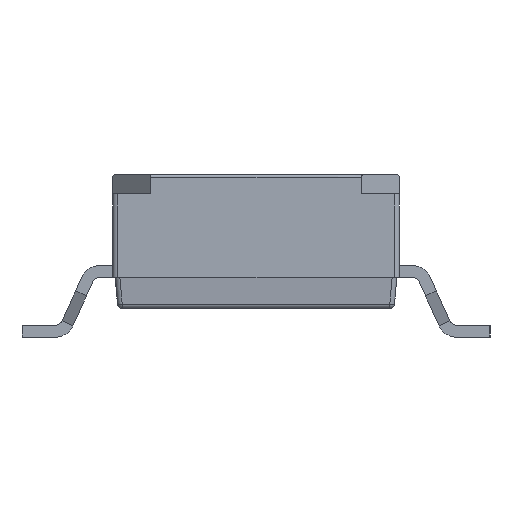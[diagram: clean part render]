
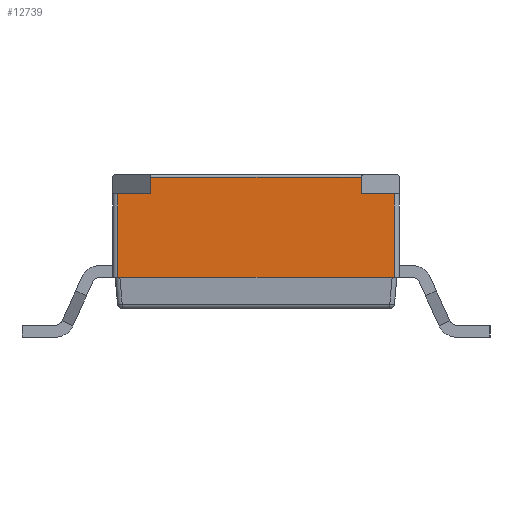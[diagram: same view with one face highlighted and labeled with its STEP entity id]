
A CAD part, left-side view. The second image highlights one B-rep face of the part: STEP entity #12739.
In plain terms, the highlighted planar face has unit normal (-1, 0, 0).
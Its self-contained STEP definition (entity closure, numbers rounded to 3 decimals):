
#12465 = VERTEX_POINT('',#12466);
#12466 = CARTESIAN_POINT('',(-15.19,2.2,-0.05));
#12475 = EDGE_CURVE('',#12465,#12476,#12478,.T.);
#12476 = VERTEX_POINT('',#12477);
#12477 = CARTESIAN_POINT('',(-15.19,-2.2,-0.05));
#12478 = LINE('',#12479,#12480);
#12479 = CARTESIAN_POINT('',(-15.19,2.2,-0.05));
#12480 = VECTOR('',#12481,1.);
#12481 = DIRECTION('',(0.,-1.,0.));
#12522 = VERTEX_POINT('',#12523);
#12523 = CARTESIAN_POINT('',(-15.19,-2.2,-0.4));
#12529 = EDGE_CURVE('',#12476,#12522,#12530,.T.);
#12530 = LINE('',#12531,#12532);
#12531 = CARTESIAN_POINT('',(-15.19,-2.2,-0.05));
#12532 = VECTOR('',#12533,1.);
#12533 = DIRECTION('',(0.,0.,-1.));
#12711 = EDGE_CURVE('',#12465,#12712,#12714,.T.);
#12712 = VERTEX_POINT('',#12713);
#12713 = CARTESIAN_POINT('',(-15.19,2.2,-0.4));
#12714 = LINE('',#12715,#12716);
#12715 = CARTESIAN_POINT('',(-15.19,2.2,-0.05));
#12716 = VECTOR('',#12717,1.);
#12717 = DIRECTION('',(0.,0.,-1.));
#12739 = ADVANCED_FACE('',(#12740),#12783,.T.);
#12740 = FACE_BOUND('',#12741,.F.);
#12741 = EDGE_LOOP('',(#12742,#12743,#12744,#12752,#12760,#12768,#12776,
    #12782));
#12742 = ORIENTED_EDGE('',*,*,#12475,.T.);
#12743 = ORIENTED_EDGE('',*,*,#12529,.T.);
#12744 = ORIENTED_EDGE('',*,*,#12745,.T.);
#12745 = EDGE_CURVE('',#12522,#12746,#12748,.T.);
#12746 = VERTEX_POINT('',#12747);
#12747 = CARTESIAN_POINT('',(-15.19,-2.9,-0.4));
#12748 = LINE('',#12749,#12750);
#12749 = CARTESIAN_POINT('',(-15.19,-2.2,-0.4));
#12750 = VECTOR('',#12751,1.);
#12751 = DIRECTION('',(0.,-1.,0.));
#12752 = ORIENTED_EDGE('',*,*,#12753,.T.);
#12753 = EDGE_CURVE('',#12746,#12754,#12756,.T.);
#12754 = VERTEX_POINT('',#12755);
#12755 = CARTESIAN_POINT('',(-15.19,-2.9,-2.15));
#12756 = LINE('',#12757,#12758);
#12757 = CARTESIAN_POINT('',(-15.19,-2.9,-0.4));
#12758 = VECTOR('',#12759,1.);
#12759 = DIRECTION('',(0.,0.,-1.));
#12760 = ORIENTED_EDGE('',*,*,#12761,.F.);
#12761 = EDGE_CURVE('',#12762,#12754,#12764,.T.);
#12762 = VERTEX_POINT('',#12763);
#12763 = CARTESIAN_POINT('',(-15.19,2.9,-2.15));
#12764 = LINE('',#12765,#12766);
#12765 = CARTESIAN_POINT('',(-15.19,2.9,-2.15));
#12766 = VECTOR('',#12767,1.);
#12767 = DIRECTION('',(0.,-1.,0.));
#12768 = ORIENTED_EDGE('',*,*,#12769,.F.);
#12769 = EDGE_CURVE('',#12770,#12762,#12772,.T.);
#12770 = VERTEX_POINT('',#12771);
#12771 = CARTESIAN_POINT('',(-15.19,2.9,-0.4));
#12772 = LINE('',#12773,#12774);
#12773 = CARTESIAN_POINT('',(-15.19,2.9,-0.4));
#12774 = VECTOR('',#12775,1.);
#12775 = DIRECTION('',(0.,0.,-1.));
#12776 = ORIENTED_EDGE('',*,*,#12777,.T.);
#12777 = EDGE_CURVE('',#12770,#12712,#12778,.T.);
#12778 = LINE('',#12779,#12780);
#12779 = CARTESIAN_POINT('',(-15.19,2.9,-0.4));
#12780 = VECTOR('',#12781,1.);
#12781 = DIRECTION('',(0.,-1.,0.));
#12782 = ORIENTED_EDGE('',*,*,#12711,.F.);
#12783 = PLANE('',#12784);
#12784 = AXIS2_PLACEMENT_3D('',#12785,#12786,#12787);
#12785 = CARTESIAN_POINT('',(-15.19,3.,0.));
#12786 = DIRECTION('',(-1.,0.,0.));
#12787 = DIRECTION('',(0.,-1.,0.));
